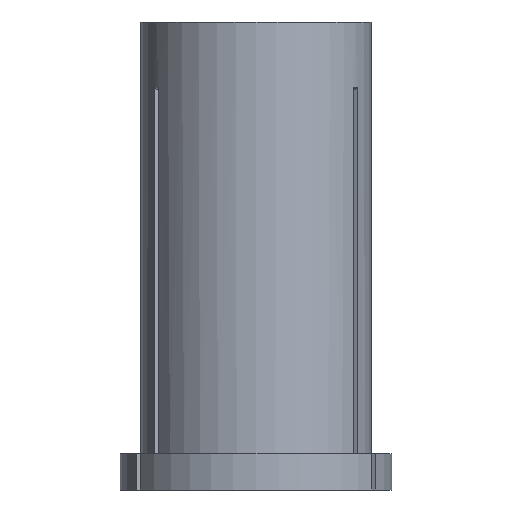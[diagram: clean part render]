
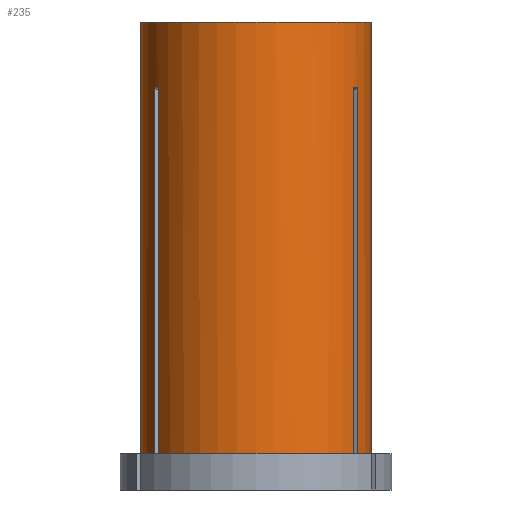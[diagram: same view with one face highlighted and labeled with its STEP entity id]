
A CAD part, front view. The second image highlights one B-rep face of the part: STEP entity #235.
In plain terms, the highlighted cylindrical face has radius 15.875 mm (diameter 31.75 mm), a partial arc.
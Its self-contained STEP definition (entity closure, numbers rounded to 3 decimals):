
#4 = EDGE_CURVE ( 'NONE', #929, #1135, #872, .T. ) ;
#7 = DIRECTION ( 'NONE',  ( 0., 0., 1. ) ) ;
#14 = ORIENTED_EDGE ( 'NONE', *, *, #4, .F. ) ;
#20 = DIRECTION ( 'NONE',  ( 0., 0., 1. ) ) ;
#43 = CARTESIAN_POINT ( 'NONE',  ( -13.991, -7.501, -59.6 ) ) ;
#46 = CARTESIAN_POINT ( 'NONE',  ( 13.491, -8.367, -9.006 ) ) ;
#108 = EDGE_CURVE ( 'NONE', #362, #623, #1029, .T. ) ;
#114 = ORIENTED_EDGE ( 'NONE', *, *, #875, .T. ) ;
#115 = DIRECTION ( 'NONE',  ( 0., 0., 1. ) ) ;
#145 = CIRCLE ( 'NONE', #657, 15.875 ) ;
#158 = AXIS2_PLACEMENT_3D ( 'NONE', #1293, #20, #345 ) ;
#175 = EDGE_CURVE ( 'NONE', #686, #1135, #1155, .T. ) ;
#176 = CARTESIAN_POINT ( 'NONE',  ( 0., 0., -59.6 ) ) ;
#182 = EDGE_CURVE ( 'NONE', #444, #1331, #1050, .T. ) ;
#186 = DIRECTION ( 'NONE',  ( 0., 0., 1. ) ) ;
#214 = CARTESIAN_POINT ( 'NONE',  ( -15.875, 0., 0. ) ) ;
#219 = CARTESIAN_POINT ( 'NONE',  ( 13.491, -8.367, 0. ) ) ;
#235 = ADVANCED_FACE ( 'NONE', ( #1236 ), #439, .T. ) ;
#277 = CARTESIAN_POINT ( 'NONE',  ( -15.875, 0., 0. ) ) ;
#284 = DIRECTION ( 'NONE',  ( 1., 0., 0. ) ) ;
#304 = DIRECTION ( 'NONE',  ( 1., 0., 0. ) ) ;
#323 = DIRECTION ( 'NONE',  ( 0., 0., 1. ) ) ;
#333 = CARTESIAN_POINT ( 'NONE',  ( 15.875, 0., -59.6 ) ) ;
#335 = LINE ( 'NONE', #511, #647 ) ;
#337 = CARTESIAN_POINT ( 'NONE',  ( -13.491, -8.367, 0. ) ) ;
#343 = VERTEX_POINT ( 'NONE', #502 ) ;
#345 = DIRECTION ( 'NONE',  ( 1., 0., 0. ) ) ;
#355 = DIRECTION ( 'NONE',  ( 1., 0., 0. ) ) ;
#362 = VERTEX_POINT ( 'NONE', #698 ) ;
#367 = VECTOR ( 'NONE', #699, 1000. ) ;
#417 = EDGE_CURVE ( 'NONE', #885, #1363, #1258, .T. ) ;
#423 = DIRECTION ( 'NONE',  ( 1., 0., 0. ) ) ;
#439 = CYLINDRICAL_SURFACE ( 'NONE', #158, 15.875 ) ;
#444 = VERTEX_POINT ( 'NONE', #1025 ) ;
#470 = VECTOR ( 'NONE', #7, 1000. ) ;
#502 = CARTESIAN_POINT ( 'NONE',  ( 13.491, -8.367, -59.6 ) ) ;
#503 = CARTESIAN_POINT ( 'NONE',  ( -13.912, -7.648, -9.002 ) ) ;
#511 = CARTESIAN_POINT ( 'NONE',  ( 15.875, 0., 0. ) ) ;
#516 = CARTESIAN_POINT ( 'NONE',  ( 15.875, 0., 0. ) ) ;
#521 = CARTESIAN_POINT ( 'NONE',  ( -13.491, -8.367, -9.006 ) ) ;
#550 = ORIENTED_EDGE ( 'NONE', *, *, #1207, .F. ) ;
#569 = ORIENTED_EDGE ( 'NONE', *, *, #749, .T. ) ;
#581 = EDGE_CURVE ( 'NONE', #929, #343, #1248, .T. ) ;
#589 = CARTESIAN_POINT ( 'NONE',  ( -13.991, -7.501, 0. ) ) ;
#593 = ORIENTED_EDGE ( 'NONE', *, *, #182, .T. ) ;
#599 = CARTESIAN_POINT ( 'NONE',  ( 13.751, -7.938, -8.998 ) ) ;
#623 = VERTEX_POINT ( 'NONE', #277 ) ;
#624 = CARTESIAN_POINT ( 'NONE',  ( -13.579, -8.226, -9.002 ) ) ;
#636 = CARTESIAN_POINT ( 'NONE',  ( 13.991, -7.501, 0. ) ) ;
#642 = ORIENTED_EDGE ( 'NONE', *, *, #108, .F. ) ;
#647 = VECTOR ( 'NONE', #115, 1000. ) ;
#651 = DIRECTION ( 'NONE',  ( 0., 0., 1. ) ) ;
#657 = AXIS2_PLACEMENT_3D ( 'NONE', #920, #1053, #304 ) ;
#659 = VECTOR ( 'NONE', #651, 1000. ) ;
#677 = VECTOR ( 'NONE', #323, 1000. ) ;
#686 = VERTEX_POINT ( 'NONE', #1364 ) ;
#687 = VERTEX_POINT ( 'NONE', #516 ) ;
#698 = CARTESIAN_POINT ( 'NONE',  ( -15.875, 0., -59.6 ) ) ;
#699 = DIRECTION ( 'NONE',  ( 0., 0., 1. ) ) ;
#716 = EDGE_CURVE ( 'NONE', #1331, #687, #335, .T. ) ;
#722 = CARTESIAN_POINT ( 'NONE',  ( 13.58, -8.224, -9.002 ) ) ;
#730 = VECTOR ( 'NONE', #831, 1000. ) ;
#749 = EDGE_CURVE ( 'NONE', #343, #885, #914, .T. ) ;
#753 = ORIENTED_EDGE ( 'NONE', *, *, #716, .T. ) ;
#772 = ORIENTED_EDGE ( 'NONE', *, *, #175, .T. ) ;
#804 = LINE ( 'NONE', #589, #367 ) ;
#823 = CARTESIAN_POINT ( 'NONE',  ( -13.991, -7.501, -9.006 ) ) ;
#826 = CARTESIAN_POINT ( 'NONE',  ( 13.991, -7.501, -9.006 ) ) ;
#831 = DIRECTION ( 'NONE',  ( 0., 0., 1. ) ) ;
#832 = CARTESIAN_POINT ( 'NONE',  ( 13.913, -7.647, -9.002 ) ) ;
#872 = LINE ( 'NONE', #337, #659 ) ;
#875 = EDGE_CURVE ( 'NONE', #362, #883, #1213, .T. ) ;
#882 = CARTESIAN_POINT ( 'NONE',  ( -13.491, -8.367, -59.6 ) ) ;
#883 = VERTEX_POINT ( 'NONE', #43 ) ;
#885 = VERTEX_POINT ( 'NONE', #46 ) ;
#914 = LINE ( 'NONE', #219, #677 ) ;
#920 = CARTESIAN_POINT ( 'NONE',  ( 0., 0., 0. ) ) ;
#923 = AXIS2_PLACEMENT_3D ( 'NONE', #176, #186, #284 ) ;
#928 = EDGE_LOOP ( 'NONE', ( #642, #114, #1250, #772, #14, #1272, #569, #1071, #1251, #593, #753, #550 ) ) ;
#929 = VERTEX_POINT ( 'NONE', #882 ) ;
#936 = AXIS2_PLACEMENT_3D ( 'NONE', #1082, #982, #355 ) ;
#953 = CARTESIAN_POINT ( 'NONE',  ( -13.491, -8.367, -9.006 ) ) ;
#982 = DIRECTION ( 'NONE',  ( 0., 0., 1. ) ) ;
#1007 = LINE ( 'NONE', #636, #730 ) ;
#1025 = CARTESIAN_POINT ( 'NONE',  ( 13.991, -7.501, -59.6 ) ) ;
#1029 = LINE ( 'NONE', #214, #470 ) ;
#1040 = CARTESIAN_POINT ( 'NONE',  ( 13.491, -8.367, -9.006 ) ) ;
#1044 = CARTESIAN_POINT ( 'NONE',  ( -13.664, -8.083, -9. ) ) ;
#1050 = CIRCLE ( 'NONE', #1243, 15.875 ) ;
#1053 = DIRECTION ( 'NONE',  ( 0., 0., 1. ) ) ;
#1064 = DIRECTION ( 'NONE',  ( 0., 0., 1. ) ) ;
#1071 = ORIENTED_EDGE ( 'NONE', *, *, #417, .T. ) ;
#1082 = CARTESIAN_POINT ( 'NONE',  ( 0., 0., -59.6 ) ) ;
#1101 = EDGE_CURVE ( 'NONE', #883, #686, #804, .T. ) ;
#1135 = VERTEX_POINT ( 'NONE', #521 ) ;
#1155 = B_SPLINE_CURVE_WITH_KNOTS ( 'NONE', 3,
 ( #823, #503, #1348, #1044, #624, #953 ),
 .UNSPECIFIED., .F., .F.,
 ( 4, 2, 4 ),
 ( 0.089, 0.09, 0.09 ),
 .UNSPECIFIED. ) ;
#1195 = CARTESIAN_POINT ( 'NONE',  ( 13.991, -7.501, -9.006 ) ) ;
#1207 = EDGE_CURVE ( 'NONE', #623, #687, #145, .T. ) ;
#1213 = CIRCLE ( 'NONE', #936, 15.875 ) ;
#1236 = FACE_OUTER_BOUND ( 'NONE', #928, .T. ) ;
#1243 = AXIS2_PLACEMENT_3D ( 'NONE', #1356, #1064, #423 ) ;
#1248 = CIRCLE ( 'NONE', #923, 15.875 ) ;
#1250 = ORIENTED_EDGE ( 'NONE', *, *, #1101, .T. ) ;
#1251 = ORIENTED_EDGE ( 'NONE', *, *, #1253, .F. ) ;
#1253 = EDGE_CURVE ( 'NONE', #444, #1363, #1007, .T. ) ;
#1258 = B_SPLINE_CURVE_WITH_KNOTS ( 'NONE', 3,
 ( #1040, #722, #599, #832, #826 ),
 .UNSPECIFIED., .F., .F.,
 ( 4, 1, 4 ),
 ( 0.098, 0.098, 0.099 ),
 .UNSPECIFIED. ) ;
#1272 = ORIENTED_EDGE ( 'NONE', *, *, #581, .T. ) ;
#1293 = CARTESIAN_POINT ( 'NONE',  ( 0., 0., 0. ) ) ;
#1331 = VERTEX_POINT ( 'NONE', #333 ) ;
#1348 = CARTESIAN_POINT ( 'NONE',  ( -13.831, -7.794, -9. ) ) ;
#1356 = CARTESIAN_POINT ( 'NONE',  ( 0., 0., -59.6 ) ) ;
#1363 = VERTEX_POINT ( 'NONE', #1195 ) ;
#1364 = CARTESIAN_POINT ( 'NONE',  ( -13.991, -7.501, -9.006 ) ) ;
